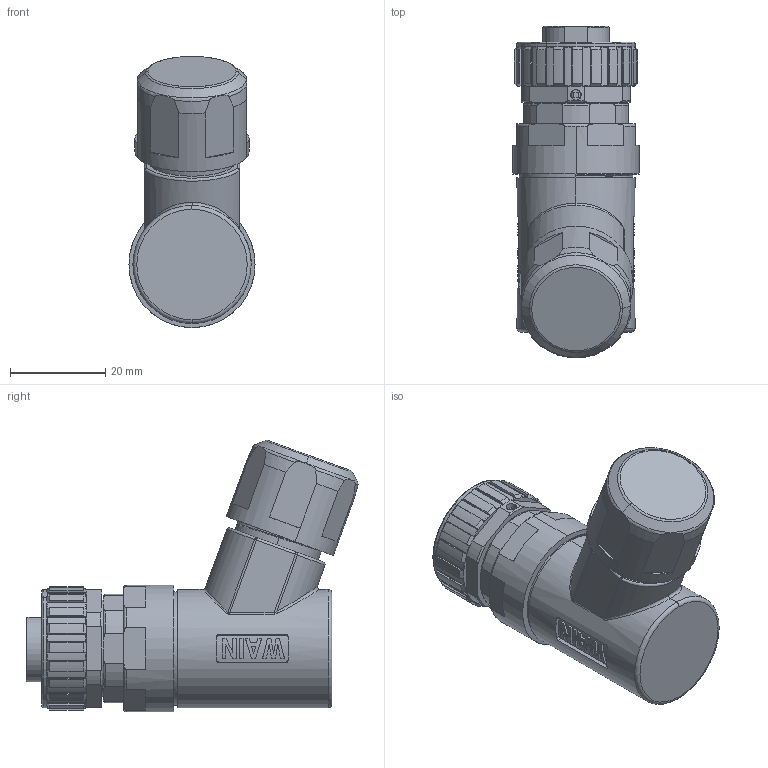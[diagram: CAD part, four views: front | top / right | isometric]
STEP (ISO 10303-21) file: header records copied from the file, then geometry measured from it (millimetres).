
FILE_DESCRIPTION((''),'2;1');
FILE_NAME('7_8-F03-S-DXX_SW0001','2020-09-25T',('tc.chen'),(''),'PRO/ENGINEER BY PARAMETRIC TECHNOLOGY CORPORATION, 2012480','PRO/ENGINEER BY PARAMETRIC TECHNOLOGY CORPORATION, 2012480','');
FILE_SCHEMA(('AUTOMOTIVE_DESIGN { 1 0 10303 214 1 1 1 1 }'));
Length unit declared in the file: millimetre
Products named in the file (1): 7_8-F03-S-DXX_SW0001
Bounding box: 26.5 x 69.73 x 56.97 mm (x, y, z)
Volume: 40987.1 mm3; surface area: 13018.4 mm2
Topology: 1 solids, 2 shells, 701 faces, 1858 edges, 1205 vertices
Faces by surface type: plane 324, cylinder 228, bspline 77, torus 51, cone 21
Entity records: 33375 total; most frequent: CARTESIAN_POINT 15508, ORIENTED_EDGE 3716, DIRECTION 3095, EDGE_CURVE 1858, VERTEX_POINT 1205, AXIS2_PLACEMENT_3D 1092, VECTOR 911, LINE 911
